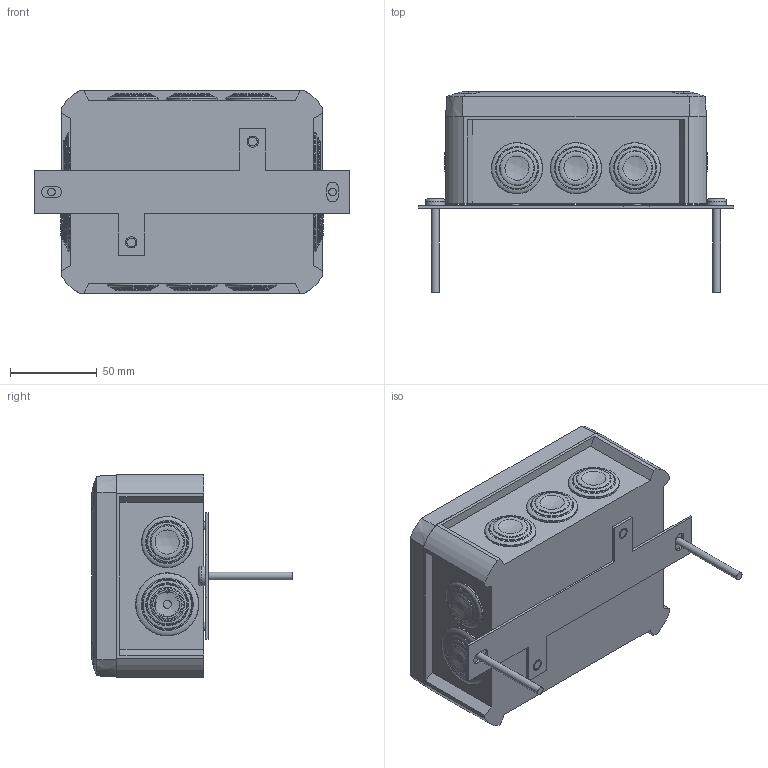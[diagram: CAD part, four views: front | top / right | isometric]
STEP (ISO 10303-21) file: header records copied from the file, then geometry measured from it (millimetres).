
FILE_DESCRIPTION (( 'STEP AP214' ), '1' );
FILE_NAME ('7205583.stp', '2021-04-12T13:51:48', ( '' ), ( '' ), 'SwSTEP 2.0', 'SolidWorks 2020', '' );
FILE_SCHEMA (( 'AUTOMOTIVE_DESIGN' ));
Length unit declared in the file: millimetre
Products named in the file (29): 084520_7205700-4mm2; 084900_Standard; ED540-02_02T100-ohne-VDE; 35019562_Standard; 059203_Standard; 0069005_Standard; 062521_Standard; 7205583; 062199_Standard; 084460_7205700T1; 096203_Standard; 059222_Standard; 062187_Standard; 084901_Standard; P_39408784_1_Standard; ED950_Standard; 096202_Standard; 0068977_LGR; P_0000005961_1_Standard; 084902_Standard; ED540-01_gro疇 Einf”rungen
Assembly tree (53 placements, depth 4):
  7205583
    ED540-01_gro疇 Einf”rungen
    ED540-02_02T100-ohne-VDE
    ED950_Standard  x4
    0068977_LGR  x8
    0069005_Standard  x2
    062187_Standard
      059222_Standard
        059203_Standard
        P_39408784_1_Standard  x2
      062521_Standard
      062199_Standard
      084520_7205700-4mm2
        084460_7205700T1
      084520_7205700-4mm2
        084460_7205700T1
      084520_7205700-4mm2
        084460_7205700T1
      084520_7205700-4mm2
        084460_7205700T1
      084520_7205700-4mm2
        084460_7205700T1
      084520_7205700-4mm2
        084460_7205700T1
      084520_7205700-4mm2
        084460_7205700T1
      084520_7205700-4mm2
        084460_7205700T1
      084902_Standard
        084900_Standard
        084901_Standard
      084902_Standard
        084900_Standard
        084901_Standard
      P_0000005961_1_Standard  x2
      096203_Standard  x2
      35019562_Standard  x2
    096202_Standard  x2
Bounding box: 182 x 115.66 x 116.6 mm (x, y, z)
Volume: 292736.8 mm3; surface area: 221344.6 mm2
Topology: 41 solids, 43 shells, 1235 faces, 3007 edges, 1904 vertices
Faces by surface type: plane 680, cylinder 286, torus 110, cone 108, bspline 39, sphere 12
Full cylindrical faces by diameter (mm): 2.9 x2, 4.2 x2, 4.5 x4, 4.9 x2, 5 x22, 6 x2, 6.5 x2, 7 x2, 10 x2, 11.2 x4, 12.129 x4, 15.9 x4, 16 x4, 18.6 x8, 19.958 x2, 19.963 x8, 20 x2, 22.6 x8, 24 x8, 24.3 x8, 25.2 x16, 26.9 x8, 29.5 x8, 32.2 x2
Entity records: 22400 total; most frequent: CARTESIAN_POINT 5187, DIRECTION 3282, ORIENTED_EDGE 3254, EDGE_CURVE 1627, AXIS2_PLACEMENT_3D 1159, VERTEX_POINT 1104, VECTOR 964, LINE 964
